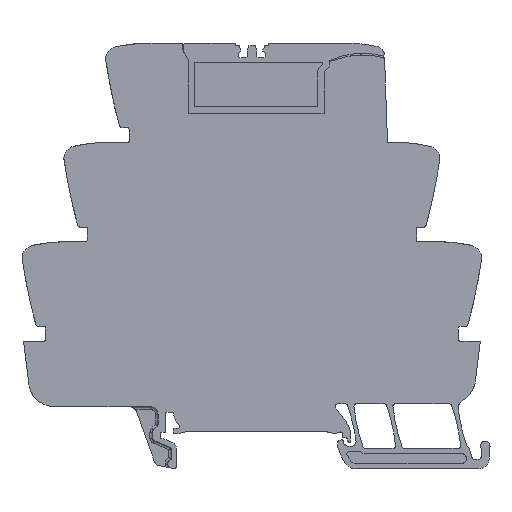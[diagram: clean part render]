
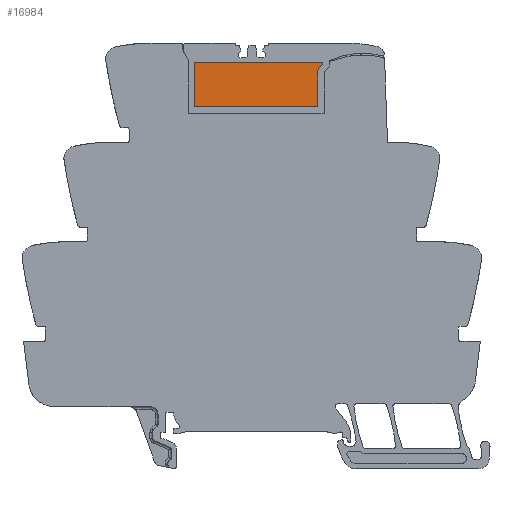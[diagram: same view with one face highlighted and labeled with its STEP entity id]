
A CAD part, left-side view. The second image highlights one B-rep face of the part: STEP entity #16984.
In plain terms, the highlighted planar face has unit normal (-1, 0, 0).
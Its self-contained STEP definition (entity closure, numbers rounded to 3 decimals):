
#16970=AXIS2_PLACEMENT_3D('Plane Axis2P3D',#16967,#16968,#16969) ;
#16271=CARTESIAN_POINT('Control Point',(2.625,32.927,69.5)) ;
#16272=CARTESIAN_POINT('Control Point',(2.625,32.927,69.426)) ;
#16273=CARTESIAN_POINT('Control Point',(2.625,32.956,69.352)) ;
#16274=CARTESIAN_POINT('Control Point',(2.625,33.013,69.294)) ;
#16275=CARTESIAN_POINT('Control Point',(2.625,33.088,69.265)) ;
#16276=CARTESIAN_POINT('Control Point',(2.625,33.162,69.265)) ;
#16277=CARTESIAN_POINT('Vertex',(2.625,32.927,69.5)) ;
#16279=CARTESIAN_POINT('Vertex',(2.625,33.162,69.265)) ;
#16311=CARTESIAN_POINT('Line Origine',(2.625,44.762,69.265)) ;
#16315=CARTESIAN_POINT('Vertex',(2.625,56.362,69.265)) ;
#16348=CARTESIAN_POINT('Control Point',(2.625,56.362,69.265)) ;
#16349=CARTESIAN_POINT('Control Point',(2.625,56.436,69.265)) ;
#16350=CARTESIAN_POINT('Control Point',(2.625,56.51,69.294)) ;
#16351=CARTESIAN_POINT('Control Point',(2.625,56.567,69.352)) ;
#16352=CARTESIAN_POINT('Control Point',(2.625,56.597,69.426)) ;
#16353=CARTESIAN_POINT('Control Point',(2.625,56.597,69.5)) ;
#16354=CARTESIAN_POINT('Vertex',(2.625,56.597,69.5)) ;
#16381=CARTESIAN_POINT('Line Origine',(2.625,56.597,73.525)) ;
#16385=CARTESIAN_POINT('Vertex',(2.625,56.597,77.55)) ;
#16418=CARTESIAN_POINT('Control Point',(2.625,56.597,77.55)) ;
#16419=CARTESIAN_POINT('Control Point',(2.625,56.597,77.624)) ;
#16420=CARTESIAN_POINT('Control Point',(2.625,56.567,77.698)) ;
#16421=CARTESIAN_POINT('Control Point',(2.625,56.51,77.756)) ;
#16422=CARTESIAN_POINT('Control Point',(2.625,56.436,77.785)) ;
#16423=CARTESIAN_POINT('Control Point',(2.625,56.362,77.785)) ;
#16424=CARTESIAN_POINT('Vertex',(2.625,56.362,77.785)) ;
#16451=CARTESIAN_POINT('Line Origine',(2.625,44.299,77.785)) ;
#16455=CARTESIAN_POINT('Vertex',(2.625,32.236,77.785)) ;
#16488=CARTESIAN_POINT('Control Point',(2.625,32.236,77.785)) ;
#16489=CARTESIAN_POINT('Control Point',(2.625,32.13,77.785)) ;
#16490=CARTESIAN_POINT('Control Point',(2.625,32.022,77.725)) ;
#16491=CARTESIAN_POINT('Control Point',(2.625,31.964,77.602)) ;
#16492=CARTESIAN_POINT('Control Point',(2.625,31.987,77.481)) ;
#16493=CARTESIAN_POINT('Control Point',(2.625,32.056,77.399)) ;
#16494=CARTESIAN_POINT('Vertex',(2.625,32.056,77.399)) ;
#16521=CARTESIAN_POINT('Line Origine',(2.625,32.425,76.959)) ;
#16525=CARTESIAN_POINT('Vertex',(2.625,32.795,76.519)) ;
#16558=CARTESIAN_POINT('Control Point',(2.625,32.795,76.519)) ;
#16559=CARTESIAN_POINT('Control Point',(2.625,32.845,76.458)) ;
#16560=CARTESIAN_POINT('Control Point',(2.625,32.885,76.389)) ;
#16561=CARTESIAN_POINT('Control Point',(2.625,32.912,76.313)) ;
#16562=CARTESIAN_POINT('Control Point',(2.625,32.927,76.235)) ;
#16563=CARTESIAN_POINT('Control Point',(2.625,32.927,76.156)) ;
#16564=CARTESIAN_POINT('Vertex',(2.625,32.927,76.156)) ;
#16591=CARTESIAN_POINT('Line Origine',(2.625,32.927,72.828)) ;
#16967=CARTESIAN_POINT('Axis2P3D Location',(2.625,44.762,66.5)) ;
#16312=DIRECTION('Vector Direction',(0.,1.,0.)) ;
#16382=DIRECTION('Vector Direction',(0.,0.,1.)) ;
#16452=DIRECTION('Vector Direction',(0.,-1.,0.)) ;
#16522=DIRECTION('Vector Direction',(0.,0.643,-0.766)) ;
#16592=DIRECTION('Vector Direction',(0.,0.,-1.)) ;
#16968=DIRECTION('Axis2P3D Direction',(1.,0.,0.)) ;
#16969=DIRECTION('Axis2P3D XDirection',(0.,1.,0.)) ;
#16313=VECTOR('Line Direction',#16312,1.) ;
#16383=VECTOR('Line Direction',#16382,1.) ;
#16453=VECTOR('Line Direction',#16452,1.) ;
#16523=VECTOR('Line Direction',#16522,1.) ;
#16593=VECTOR('Line Direction',#16592,1.) ;
#16973=ORIENTED_EDGE('',*,*,#16387,.F.) ;
#16974=ORIENTED_EDGE('',*,*,#16356,.F.) ;
#16975=ORIENTED_EDGE('',*,*,#16317,.F.) ;
#16976=ORIENTED_EDGE('',*,*,#16281,.F.) ;
#16977=ORIENTED_EDGE('',*,*,#16595,.F.) ;
#16978=ORIENTED_EDGE('',*,*,#16566,.F.) ;
#16979=ORIENTED_EDGE('',*,*,#16527,.F.) ;
#16980=ORIENTED_EDGE('',*,*,#16496,.F.) ;
#16981=ORIENTED_EDGE('',*,*,#16457,.F.) ;
#16982=ORIENTED_EDGE('',*,*,#16426,.F.) ;
#16984=ADVANCED_FACE('K\X2\00F6\X0\rper.3',(#16983),#16971,.F.) ;
#16270=B_SPLINE_CURVE_WITH_KNOTS('',5,(#16271,#16272,#16273,#16274,#16275,#16276),.UNSPECIFIED.,.F.,.U.,(6,6),(0.,0.389),.UNSPECIFIED.) ;
#16347=B_SPLINE_CURVE_WITH_KNOTS('',5,(#16348,#16349,#16350,#16351,#16352,#16353),.UNSPECIFIED.,.F.,.U.,(6,6),(0.,0.389),.UNSPECIFIED.) ;
#16417=B_SPLINE_CURVE_WITH_KNOTS('',5,(#16418,#16419,#16420,#16421,#16422,#16423),.UNSPECIFIED.,.F.,.U.,(6,6),(0.,0.389),.UNSPECIFIED.) ;
#16487=B_SPLINE_CURVE_WITH_KNOTS('',5,(#16488,#16489,#16490,#16491,#16492,#16493),.UNSPECIFIED.,.F.,.U.,(6,6),(0.,0.596),.UNSPECIFIED.) ;
#16557=B_SPLINE_CURVE_WITH_KNOTS('',5,(#16558,#16559,#16560,#16561,#16562,#16563),.UNSPECIFIED.,.F.,.U.,(6,6),(0.,0.398),.UNSPECIFIED.) ;
#16281=EDGE_CURVE('',#16278,#16280,#16270,.T.) ;
#16317=EDGE_CURVE('',#16280,#16316,#16314,.T.) ;
#16356=EDGE_CURVE('',#16316,#16355,#16347,.T.) ;
#16387=EDGE_CURVE('',#16355,#16386,#16384,.T.) ;
#16426=EDGE_CURVE('',#16386,#16425,#16417,.T.) ;
#16457=EDGE_CURVE('',#16425,#16456,#16454,.T.) ;
#16496=EDGE_CURVE('',#16456,#16495,#16487,.T.) ;
#16527=EDGE_CURVE('',#16495,#16526,#16524,.T.) ;
#16566=EDGE_CURVE('',#16526,#16565,#16557,.T.) ;
#16595=EDGE_CURVE('',#16565,#16278,#16594,.T.) ;
#16972=EDGE_LOOP('',(#16973,#16974,#16975,#16976,#16977,#16978,#16979,#16980,#16981,#16982)) ;
#16983=FACE_OUTER_BOUND('',#16972,.T.) ;
#16314=LINE('Line',#16311,#16313) ;
#16384=LINE('Line',#16381,#16383) ;
#16454=LINE('Line',#16451,#16453) ;
#16524=LINE('Line',#16521,#16523) ;
#16594=LINE('Line',#16591,#16593) ;
#16971=PLANE('',#16970) ;
#16278=VERTEX_POINT('',#16277) ;
#16280=VERTEX_POINT('',#16279) ;
#16316=VERTEX_POINT('',#16315) ;
#16355=VERTEX_POINT('',#16354) ;
#16386=VERTEX_POINT('',#16385) ;
#16425=VERTEX_POINT('',#16424) ;
#16456=VERTEX_POINT('',#16455) ;
#16495=VERTEX_POINT('',#16494) ;
#16526=VERTEX_POINT('',#16525) ;
#16565=VERTEX_POINT('',#16564) ;
